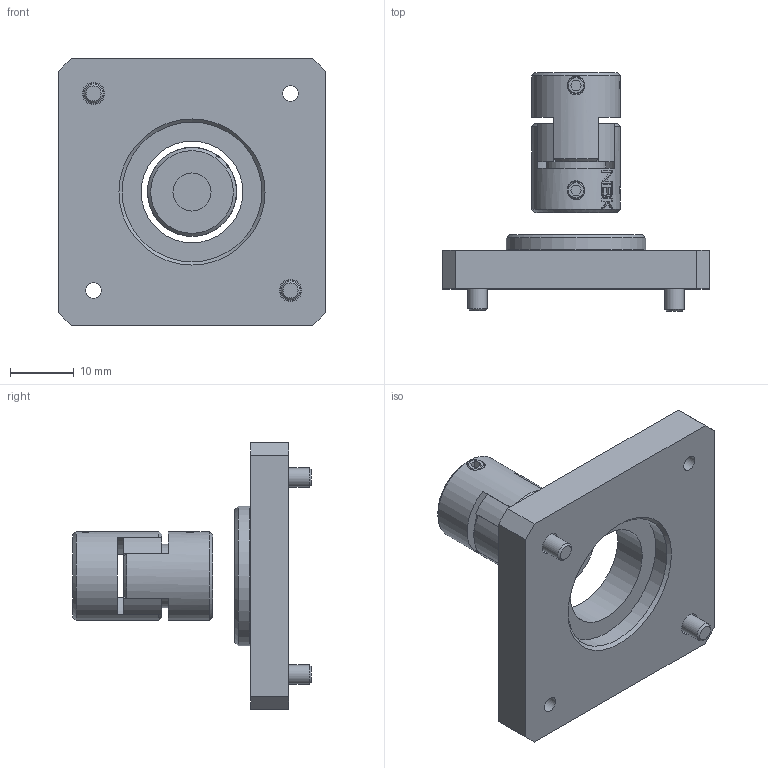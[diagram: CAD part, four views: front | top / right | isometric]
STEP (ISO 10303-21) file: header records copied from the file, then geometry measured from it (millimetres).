
FILE_DESCRIPTION(/* description */ (''),/* implementation_level */ '2;1');
FILE_NAME(/* name */ 'J11490.stp',/* time_stamp */ '2023-09-27T17:07:41+09:00',/* author */ ('jp6u7013'),/* organization */ (''),/* preprocessor_version */ 'ST-DEVELOPER v18.1',/* originating_system */ 'Autodesk Inventor 2021',/* authorisation */ '');
FILE_SCHEMA (('AUTOMOTIVE_DESIGN { 1 0 10303 214 3 1 1 }'));
Length unit declared in the file: millimetre
Products named in the file (4): J11490; J11491; MJT-14-RD-5(F=2)-6-SP; JIS B 1176 - M3 x 6
Assembly tree (4 placements, depth 2):
  J11490
    J11491
    MJT-14-RD-5(F=2)-6-SP
    JIS B 1176 - M3 x 6  x2
Bounding box: 42 x 37.5 x 42 mm (x, y, z)
Volume: 11890.7 mm3; surface area: 7658.2 mm2
Topology: 6 solids, 6 shells, 200 faces, 506 edges, 336 vertices
Faces by surface type: plane 113, cylinder 60, cone 22, torus 5
Full cylindrical faces by diameter (mm): 2.459 x4, 3 x2, 3.5 x2, 5 x1, 5.5 x2, 6 x1, 6.5 x2, 14 x2, 16 x1, 22 x2
Entity records: 6223 total; most frequent: CARTESIAN_POINT 1313, DIRECTION 979, ORIENTED_EDGE 938, EDGE_CURVE 469, AXIS2_PLACEMENT_3D 357, VERTEX_POINT 312, LINE 265, VECTOR 265
